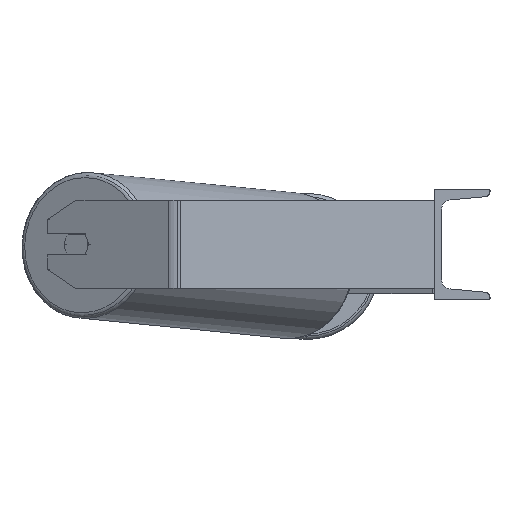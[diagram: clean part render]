
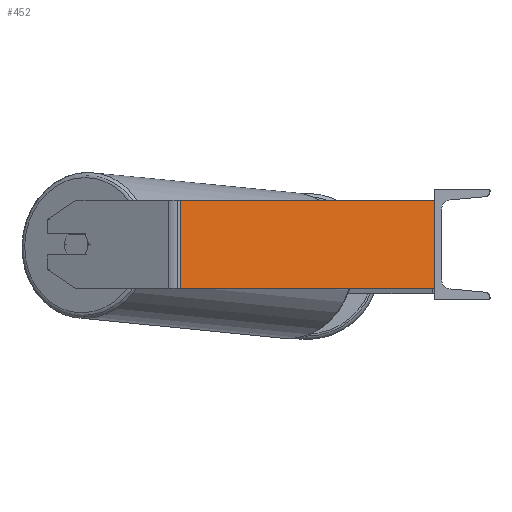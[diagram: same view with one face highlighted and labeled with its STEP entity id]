
A CAD part, left-side view. The second image highlights one B-rep face of the part: STEP entity #452.
In plain terms, the highlighted planar face has unit normal (-0.985, -0.174, 0).
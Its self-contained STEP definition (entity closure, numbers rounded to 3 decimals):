
#44 = LINE ( 'NONE', #2265, #6445 ) ;
#410 = VERTEX_POINT ( 'NONE', #7555 ) ;
#452 = ADVANCED_FACE ( 'NONE', ( #7686 ), #542, .F. ) ;
#542 = PLANE ( 'NONE',  #9110 ) ;
#681 = DIRECTION ( 'NONE',  ( 0., 0., -1. ) ) ;
#823 = LINE ( 'NONE', #2070, #6366 ) ;
#905 = CARTESIAN_POINT ( 'NONE',  ( -625.792, 231.341, -40. ) ) ;
#1786 = VERTEX_POINT ( 'NONE', #6427 ) ;
#1962 = CARTESIAN_POINT ( 'NONE',  ( -585., 0., 40. ) ) ;
#2070 = CARTESIAN_POINT ( 'NONE',  ( -625.792, 231.341, 40. ) ) ;
#2265 = CARTESIAN_POINT ( 'NONE',  ( -626.803, 237.076, -40. ) ) ;
#2374 = EDGE_CURVE ( 'NONE', #1786, #410, #2794, .T. ) ;
#2751 = DIRECTION ( 'NONE',  ( 0., 0., -1. ) ) ;
#2763 = DIRECTION ( 'NONE',  ( -0.174, 0.985, 0. ) ) ;
#2794 = LINE ( 'NONE', #1962, #8900 ) ;
#3367 = CARTESIAN_POINT ( 'NONE',  ( -625.792, 231.341, 40. ) ) ;
#4067 = EDGE_CURVE ( 'NONE', #6589, #1786, #7397, .T. ) ;
#4711 = ORIENTED_EDGE ( 'NONE', *, *, #4067, .F. ) ;
#4843 = EDGE_LOOP ( 'NONE', ( #7449, #7760, #4711, #6323 ) ) ;
#5381 = DIRECTION ( 'NONE',  ( 0.174, -0.985, 0. ) ) ;
#5385 = VECTOR ( 'NONE', #5381, 1000. ) ;
#5477 = DIRECTION ( 'NONE',  ( 0.985, 0.174, 0. ) ) ;
#6013 = EDGE_CURVE ( 'NONE', #7545, #410, #44, .T. ) ;
#6259 = CARTESIAN_POINT ( 'NONE',  ( -626.803, 237.076, 40. ) ) ;
#6323 = ORIENTED_EDGE ( 'NONE', *, *, #7387, .T. ) ;
#6366 = VECTOR ( 'NONE', #681, 1000. ) ;
#6427 = CARTESIAN_POINT ( 'NONE',  ( -585., 0., 40. ) ) ;
#6445 = VECTOR ( 'NONE', #6504, 1000. ) ;
#6504 = DIRECTION ( 'NONE',  ( 0.174, -0.985, 0. ) ) ;
#6589 = VERTEX_POINT ( 'NONE', #3367 ) ;
#6657 = CARTESIAN_POINT ( 'NONE',  ( -626.803, 237.076, 40. ) ) ;
#7387 = EDGE_CURVE ( 'NONE', #6589, #7545, #823, .T. ) ;
#7397 = LINE ( 'NONE', #6657, #5385 ) ;
#7449 = ORIENTED_EDGE ( 'NONE', *, *, #6013, .T. ) ;
#7545 = VERTEX_POINT ( 'NONE', #905 ) ;
#7555 = CARTESIAN_POINT ( 'NONE',  ( -585., 0., -40. ) ) ;
#7686 = FACE_OUTER_BOUND ( 'NONE', #4843, .T. ) ;
#7760 = ORIENTED_EDGE ( 'NONE', *, *, #2374, .F. ) ;
#8900 = VECTOR ( 'NONE', #2751, 1000. ) ;
#9110 = AXIS2_PLACEMENT_3D ( 'NONE', #6259, #5477, #2763 ) ;
